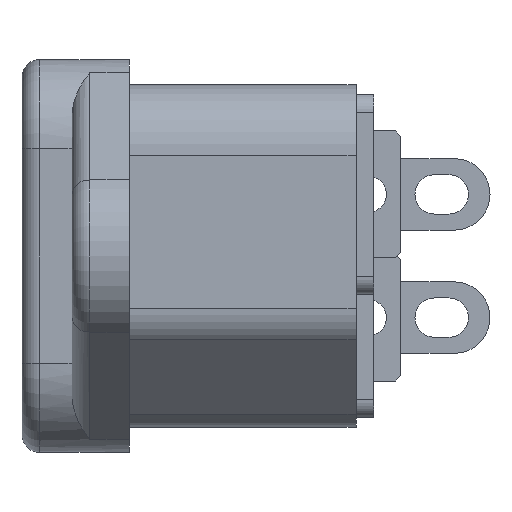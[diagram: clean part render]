
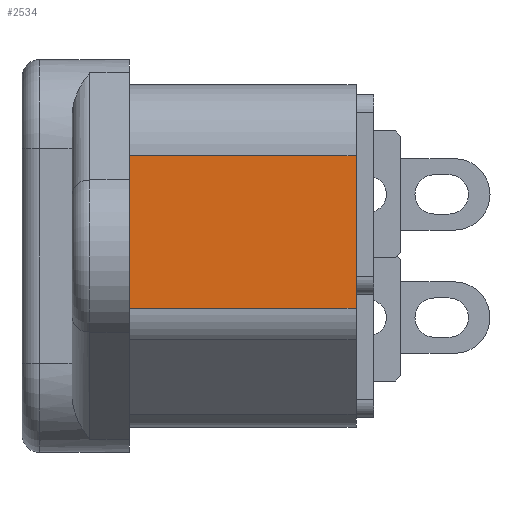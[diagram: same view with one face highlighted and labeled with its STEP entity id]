
A CAD part, left-side view. The second image highlights one B-rep face of the part: STEP entity #2534.
In plain terms, the highlighted planar face has unit normal (-1, 0, 0).
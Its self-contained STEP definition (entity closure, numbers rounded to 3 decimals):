
#2155 = EDGE_CURVE ( 'NONE', #2164, #2156, #3084, .T. ) ;
#2156 = VERTEX_POINT ( 'NONE', #3085 ) ;
#2164 = VERTEX_POINT ( 'NONE', #3068 ) ;
#2229 = EDGE_CURVE ( 'NONE', #2639, #2230, #3210, .T. ) ;
#2230 = VERTEX_POINT ( 'NONE', #3244 ) ;
#2485 = ORIENTED_EDGE ( 'NONE', *, *, #2525, .T. ) ;
#2514 = EDGE_CURVE ( 'NONE', #2156, #2230, #4249, .T. ) ;
#2516 = EDGE_LOOP ( 'NONE', ( #2535, #2526, #2521, #2485 ) ) ;
#2521 = ORIENTED_EDGE ( 'NONE', *, *, #2155, .F. ) ;
#2525 = EDGE_CURVE ( 'NONE', #2164, #2639, #4272, .T. ) ;
#2526 = ORIENTED_EDGE ( 'NONE', *, *, #2514, .F. ) ;
#2534 = ADVANCED_FACE ( 'NONE', ( #4263 ), #5685, .F. ) ;
#2535 = ORIENTED_EDGE ( 'NONE', *, *, #2229, .T. ) ;
#2639 = VERTEX_POINT ( 'NONE', #5938 ) ;
#3068 = CARTESIAN_POINT ( 'NONE',  ( -11.216, -12.048, 5.6 ) ) ;
#3078 = DIRECTION ( 'NONE',  ( 0., 0., -1. ) ) ;
#3079 = VECTOR ( 'NONE', #3078, 1000. ) ;
#3084 = LINE ( 'NONE', #3086, #3079 ) ;
#3085 = CARTESIAN_POINT ( 'NONE',  ( -11.216, -12.048, -2.933 ) ) ;
#3086 = CARTESIAN_POINT ( 'NONE',  ( -11.216, -12.048, 5.6 ) ) ;
#3209 = CARTESIAN_POINT ( 'NONE',  ( -11.216, 0.652, 5.6 ) ) ;
#3210 = LINE ( 'NONE', #3209, #3241 ) ;
#3240 = DIRECTION ( 'NONE',  ( 0., 0., -1. ) ) ;
#3241 = VECTOR ( 'NONE', #3240, 1000. ) ;
#3244 = CARTESIAN_POINT ( 'NONE',  ( -11.216, 0.652, -2.933 ) ) ;
#4245 = DIRECTION ( 'NONE',  ( 0., 1., 0. ) ) ;
#4246 = VECTOR ( 'NONE', #4245, 1000. ) ;
#4248 = CARTESIAN_POINT ( 'NONE',  ( -11.216, -12.048, -2.933 ) ) ;
#4249 = LINE ( 'NONE', #4248, #4246 ) ;
#4263 = FACE_OUTER_BOUND ( 'NONE', #2516, .T. ) ;
#4268 = VECTOR ( 'NONE', #4277, 1000. ) ;
#4272 = LINE ( 'NONE', #4274, #4268 ) ;
#4274 = CARTESIAN_POINT ( 'NONE',  ( -11.216, -12.048, 5.6 ) ) ;
#4277 = DIRECTION ( 'NONE',  ( 0., 1., 0. ) ) ;
#5676 = DIRECTION ( 'NONE',  ( 0., 0., -1. ) ) ;
#5677 = DIRECTION ( 'NONE',  ( 1., 0., 0. ) ) ;
#5678 = CARTESIAN_POINT ( 'NONE',  ( -11.216, -12.048, 5.6 ) ) ;
#5679 = AXIS2_PLACEMENT_3D ( 'NONE', #5678, #5677, #5676 ) ;
#5685 = PLANE ( 'NONE',  #5679 ) ;
#5938 = CARTESIAN_POINT ( 'NONE',  ( -11.216, 0.652, 5.6 ) ) ;
